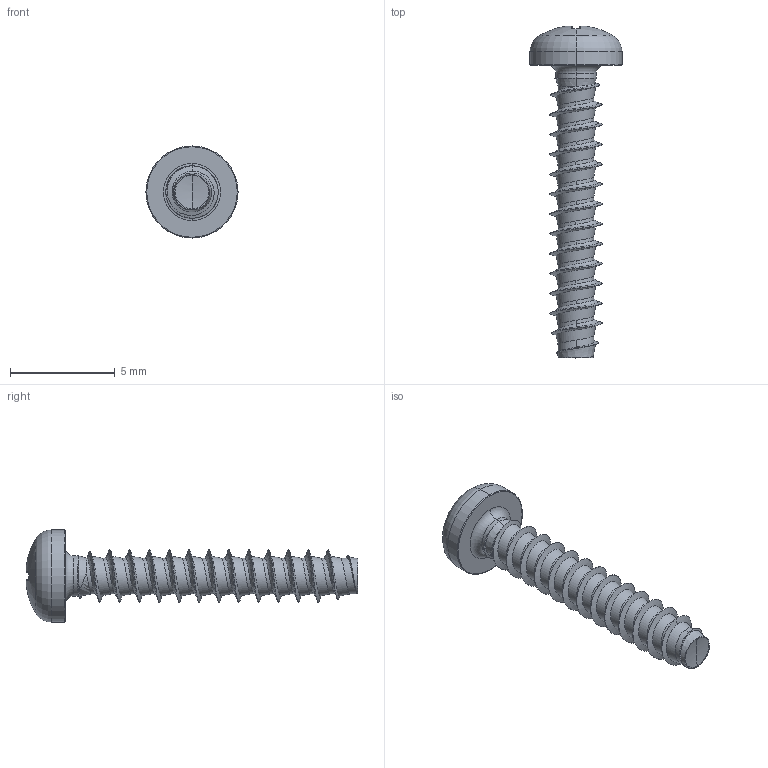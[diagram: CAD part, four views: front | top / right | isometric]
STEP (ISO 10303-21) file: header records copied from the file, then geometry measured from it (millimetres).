
FILE_DESCRIPTION (( 'STEP AP203' ), '1' );
FILE_NAME ('STP320250140.STEP', '2017-08-15T14:08:24', ( '' ), ( '' ), 'SwSTEP 2.0', 'SolidWorks 2015', '' );
FILE_SCHEMA (( 'CONFIG_CONTROL_DESIGN' ));
Length unit declared in the file: millimetre
Products named in the file (1): STP320250140
Bounding box: 4.4 x 15.88 x 4.4 mm (x, y, z)
Volume: 60.4 mm3; surface area: 176.8 mm2
Topology: 1 solids, 1 shells, 191 faces, 442 edges, 253 vertices
Faces by surface type: cylinder 54, bspline 51, torus 28, sphere 28, plane 22, cone 8
Entity records: 22382 total; most frequent: CARTESIAN_POINT 18427, ORIENTED_EDGE 880, DIRECTION 746, EDGE_CURVE 440, AXIS2_PLACEMENT_3D 330, VERTEX_POINT 253, EDGE_LOOP 193, FACE_OUTER_BOUND 191
